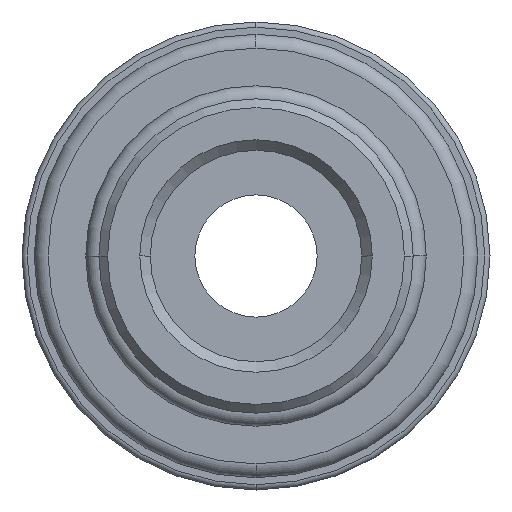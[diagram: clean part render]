
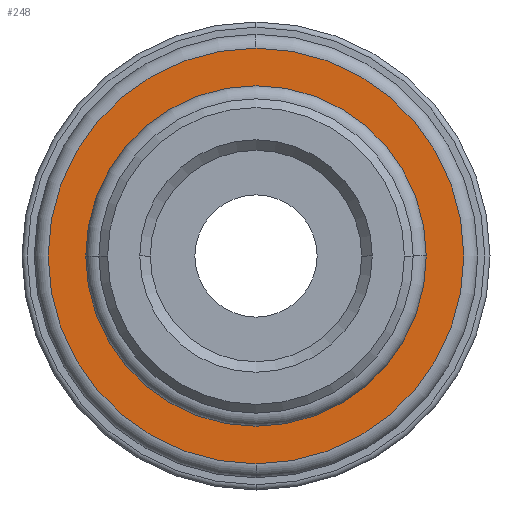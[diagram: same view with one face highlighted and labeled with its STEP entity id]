
A CAD part, front view. The second image highlights one B-rep face of the part: STEP entity #248.
In plain terms, the highlighted planar face has unit normal (0, -1, 0).
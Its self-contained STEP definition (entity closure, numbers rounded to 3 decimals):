
#248=ADVANCED_FACE('',(#521,#522),#523,.T.);
#521=FACE_BOUND('',#814,.T.);
#522=FACE_OUTER_BOUND('',#815,.T.);
#523=PLANE('',#816);
#814=EDGE_LOOP('',(#1453,#1454,#1455));
#815=EDGE_LOOP('',(#1456,#1457,#1458));
#816=AXIS2_PLACEMENT_3D('',#1459,#1460,#1461);
#1453=ORIENTED_EDGE('',*,*,#1897,.T.);
#1454=ORIENTED_EDGE('',*,*,#1872,.T.);
#1455=ORIENTED_EDGE('',*,*,#1898,.T.);
#1456=ORIENTED_EDGE('',*,*,#1860,.F.);
#1457=ORIENTED_EDGE('',*,*,#1859,.F.);
#1458=ORIENTED_EDGE('',*,*,#1899,.F.);
#1459=CARTESIAN_POINT('',(10.45,2.5,0.0));
#1460=DIRECTION('',(-0.0,-1.0,-0.0));
#1461=DIRECTION('',(-1.0,0.0,0.0));
#1859=EDGE_CURVE('',#2261,#2264,#2265,.T.);
#1860=EDGE_CURVE('',#2264,#2266,#2267,.T.);
#1872=EDGE_CURVE('',#2276,#2279,#2281,.T.);
#1897=EDGE_CURVE('',#2307,#2276,#2308,.T.);
#1898=EDGE_CURVE('',#2279,#2307,#2309,.T.);
#1899=EDGE_CURVE('',#2266,#2261,#2310,.T.);
#2261=VERTEX_POINT('',#2721);
#2264=VERTEX_POINT('',#2724);
#2265=CIRCLE('',#2725,11.9);
#2266=VERTEX_POINT('',#2726);
#2267=CIRCLE('',#2727,11.9);
#2276=VERTEX_POINT('',#2736);
#2279=VERTEX_POINT('',#2739);
#2281=CIRCLE('',#2741,9.75);
#2307=VERTEX_POINT('',#2769);
#2308=CIRCLE('',#2770,9.75);
#2309=CIRCLE('',#2771,9.75);
#2310=CIRCLE('',#2772,11.9);
#2721=CARTESIAN_POINT('',(0.,2.5,11.9));
#2724=CARTESIAN_POINT('',(11.9,2.5,0.0));
#2725=AXIS2_PLACEMENT_3D('',#3208,#3209,#3210);
#2726=CARTESIAN_POINT('',(0.,2.5,-11.9));
#2727=AXIS2_PLACEMENT_3D('',#3211,#3212,#3213);
#2736=CARTESIAN_POINT('',(9.75,2.5,0.));
#2739=CARTESIAN_POINT('',(-9.75,2.5,0.));
#2741=AXIS2_PLACEMENT_3D('',#3235,#3236,#3237);
#2769=CARTESIAN_POINT('',(0.,2.5,9.75));
#2770=AXIS2_PLACEMENT_3D('',#3264,#3265,#3266);
#2771=AXIS2_PLACEMENT_3D('',#3267,#3268,#3269);
#2772=AXIS2_PLACEMENT_3D('',#3270,#3271,#3272);
#3208=CARTESIAN_POINT('',(0.0,2.5,0.0));
#3209=DIRECTION('',(-0.0,1.0,0.0));
#3210=DIRECTION('',(1.0,0.0,0.0));
#3211=CARTESIAN_POINT('',(0.0,2.5,0.0));
#3212=DIRECTION('',(-0.0,1.0,0.0));
#3213=DIRECTION('',(1.0,0.0,0.0));
#3235=CARTESIAN_POINT('',(0.0,2.5,0.0));
#3236=DIRECTION('',(0.0,1.0,0.0));
#3237=DIRECTION('',(0.0,0.0,-1.0));
#3264=CARTESIAN_POINT('',(0.0,2.5,0.0));
#3265=DIRECTION('',(0.0,1.0,0.0));
#3266=DIRECTION('',(0.0,0.0,-1.0));
#3267=CARTESIAN_POINT('',(0.0,2.5,0.0));
#3268=DIRECTION('',(0.0,1.0,0.0));
#3269=DIRECTION('',(0.0,0.0,-1.0));
#3270=CARTESIAN_POINT('',(0.0,2.5,0.0));
#3271=DIRECTION('',(-0.0,1.0,0.0));
#3272=DIRECTION('',(1.0,0.0,0.0));
